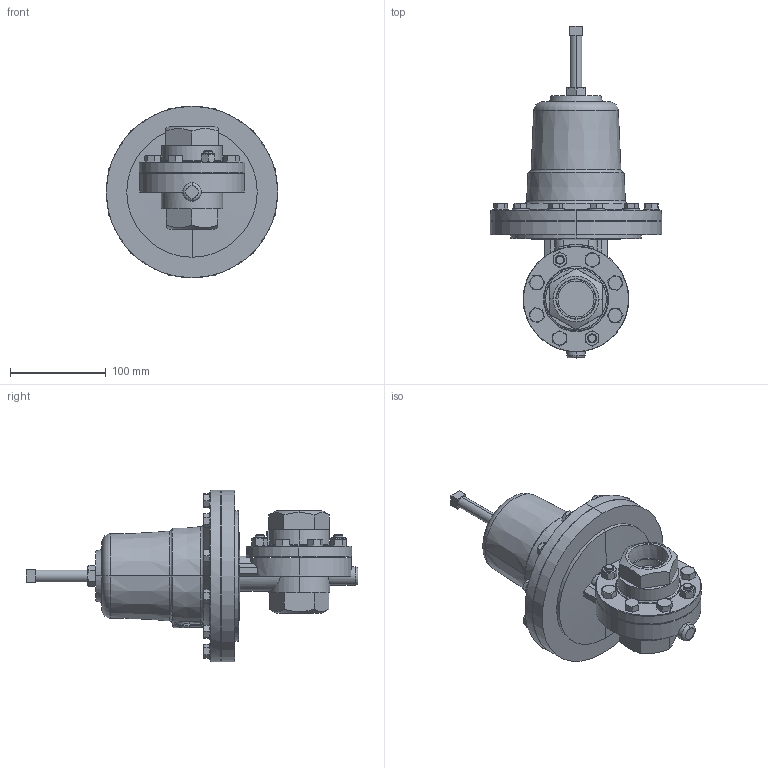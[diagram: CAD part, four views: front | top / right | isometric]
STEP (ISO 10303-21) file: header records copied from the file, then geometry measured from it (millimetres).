
FILE_DESCRIPTION (( 'STEP AP203' ), '1' );
FILE_NAME ('63-125-DI+BR-PT.STEP', '2017-07-25T11:48:20', ( '' ), ( '' ), 'SwSTEP 2.0', 'SolidWorks 2014', '' );
FILE_SCHEMA (( 'CONFIG_CONTROL_DESIGN' ));
Length unit declared in the file: inch
Products named in the file (2): 63-125-DI+BR-PT
Bounding box: 179.32 x 347.32 x 179.32 mm (x, y, z)
Volume: 2064221.9 mm3; surface area: 189590 mm2
Topology: 1 solids, 1 shells, 618 faces, 1480 edges, 912 vertices
Faces by surface type: plane 261, cone 172, cylinder 115, bspline 47, torus 21, sphere 2
Entity records: 27122 total; most frequent: CARTESIAN_POINT 13177, ORIENTED_EDGE 2960, DIRECTION 2715, EDGE_CURVE 1480, AXIS2_PLACEMENT_3D 1100, VERTEX_POINT 912, EDGE_LOOP 704, ADVANCED_FACE 618
